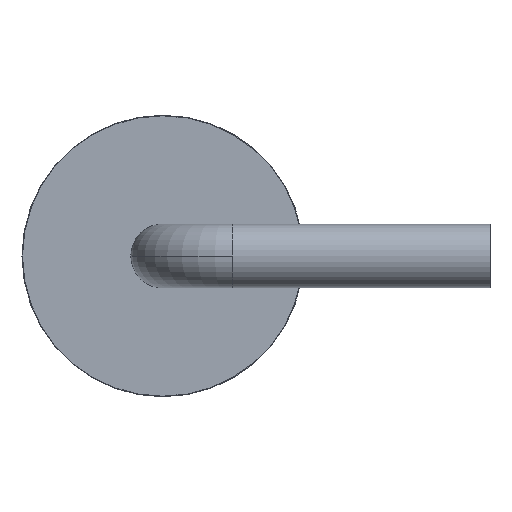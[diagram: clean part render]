
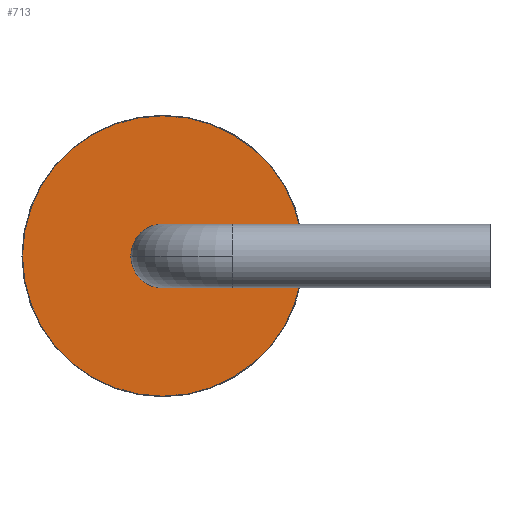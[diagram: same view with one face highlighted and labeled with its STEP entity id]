
A CAD part, left-side view. The second image highlights one B-rep face of the part: STEP entity #713.
In plain terms, the highlighted planar face has unit normal (-1, 0, 0).
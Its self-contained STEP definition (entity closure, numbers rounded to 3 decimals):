
#655 = CARTESIAN_POINT ( 'NONE',  ( -2., 2.2, -1.8 ) ) ;
#656 = VERTEX_POINT ( 'NONE', #655 ) ;
#663 = CARTESIAN_POINT ( 'NONE',  ( -2., 2.2, 1.8 ) ) ;
#664 = VERTEX_POINT ( 'NONE', #663 ) ;
#665 = CARTESIAN_POINT ( 'NONE',  ( -2., 2.2, 0. ) ) ;
#666 = DIRECTION ( 'NONE',  ( -1., 0., 0. ) ) ;
#667 = DIRECTION ( 'NONE',  ( 0., 0., 1. ) ) ;
#668 = AXIS2_PLACEMENT_3D ( 'NONE', #665, #666, #667 ) ;
#669 = CIRCLE ( 'NONE', #668, 1.8) ;
#670 = EDGE_CURVE ( 'NONE', #664, #656, #669, .T. ) ;
#689 = CARTESIAN_POINT ( 'NONE',  ( -2., 2.2, 0. ) ) ;
#690 = DIRECTION ( 'NONE',  ( -1., 0., 0. ) ) ;
#691 = DIRECTION ( 'NONE',  ( 0., 0., 1. ) ) ;
#692 = AXIS2_PLACEMENT_3D ( 'NONE', #689, #690, #691 ) ;
#693 = CIRCLE ( 'NONE', #692, 1.8) ;
#694 = EDGE_CURVE ( 'NONE', #656, #664, #693, .T. ) ;
#704 = ORIENTED_EDGE ( 'NONE', *, *, #670, .T. ) ;
#705 = ORIENTED_EDGE ( 'NONE', *, *, #694, .T. ) ;
#706 = EDGE_LOOP ( 'NONE', ( #704, #705 ) ) ;
#707 = FACE_OUTER_BOUND ( 'NONE', #706, .T. ) ;
#708 = CARTESIAN_POINT ( 'NONE',  ( -2., 2.2, 0. ) ) ;
#709 = DIRECTION ( 'NONE',  ( 1., 0., 0. ) ) ;
#710 = DIRECTION ( 'NONE',  ( 0., 0., -1. ) ) ;
#711 = AXIS2_PLACEMENT_3D ( 'NONE', #708, #709, #710 ) ;
#712 = PLANE ( 'NONE', #711 ) ;
#713 = ADVANCED_FACE ( 'NONE', ( #707 ), #712, .F. ) ;
